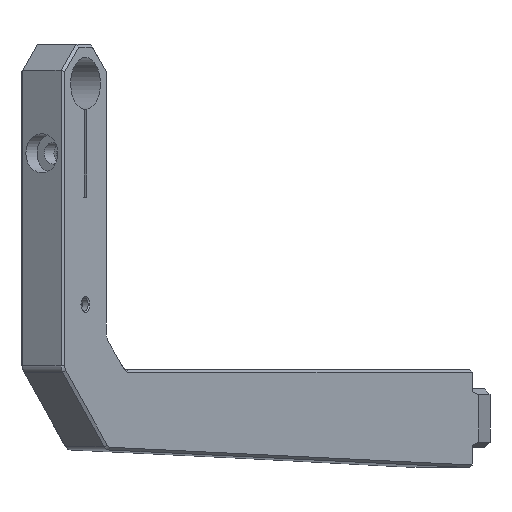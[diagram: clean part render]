
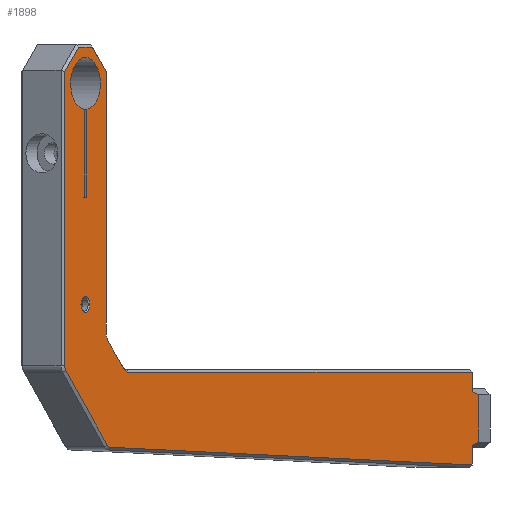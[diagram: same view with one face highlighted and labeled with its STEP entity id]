
A CAD part, left-side view. The second image highlights one B-rep face of the part: STEP entity #1898.
In plain terms, the highlighted planar face has unit normal (-0.572, -0.82, 0).
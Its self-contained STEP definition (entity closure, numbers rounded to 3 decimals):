
#49=FACE_BOUND('',#273,.T.);
#50=FACE_BOUND('',#274,.T.);
#60=CIRCLE('',#1982,1.1);
#62=CIRCLE('',#1986,1.1);
#64=CIRCLE('',#1992,1.9);
#66=CIRCLE('',#1996,1.9);
#92=CIRCLE('',#2057,1.2);
#93=CIRCLE('',#2059,4.);
#159=FACE_OUTER_BOUND('',#272,.T.);
#272=EDGE_LOOP('',(#1509,#1510,#1511,#1512,#1513,#1514,#1515,#1516,#1517,
#1518,#1519,#1520,#1521,#1522,#1523,#1524,#1525,#1526));
#273=EDGE_LOOP('',(#1527,#1528,#1529,#1530));
#274=EDGE_LOOP('',(#1531));
#346=LINE('',#2690,#569);
#350=LINE('',#2698,#573);
#365=LINE('',#2730,#588);
#373=LINE('',#2747,#596);
#377=LINE('',#2754,#600);
#378=LINE('',#2757,#601);
#383=LINE('',#2770,#606);
#386=LINE('',#2779,#609);
#388=LINE('',#2784,#611);
#393=LINE('',#2794,#616);
#397=LINE('',#2806,#620);
#399=LINE('',#2814,#622);
#428=LINE('',#2881,#651);
#487=LINE('',#3041,#710);
#488=LINE('',#3044,#711);
#489=LINE('',#3048,#712);
#490=LINE('',#3049,#713);
#569=VECTOR('',#2142,10.);
#573=VECTOR('',#2148,10.);
#588=VECTOR('',#2171,10.);
#596=VECTOR('',#2183,10.);
#600=VECTOR('',#2189,10.);
#601=VECTOR('',#2192,10.);
#606=VECTOR('',#2205,10.);
#609=VECTOR('',#2216,10.);
#611=VECTOR('',#2220,10.);
#616=VECTOR('',#2227,10.);
#620=VECTOR('',#2239,10.);
#622=VECTOR('',#2249,10.);
#651=VECTOR('',#2314,10.);
#710=VECTOR('',#2459,10.);
#711=VECTOR('',#2460,10.);
#712=VECTOR('',#2463,10.);
#713=VECTOR('',#2464,10.);
#792=VERTEX_POINT('',#2688);
#793=VERTEX_POINT('',#2689);
#796=VERTEX_POINT('',#2697);
#809=VERTEX_POINT('',#2729);
#815=VERTEX_POINT('',#2744);
#816=VERTEX_POINT('',#2746);
#818=VERTEX_POINT('',#2752);
#819=VERTEX_POINT('',#2756);
#820=VERTEX_POINT('',#2760);
#822=VERTEX_POINT('',#2766);
#824=VERTEX_POINT('',#2772);
#827=VERTEX_POINT('',#2783);
#828=VERTEX_POINT('',#2787);
#831=VERTEX_POINT('',#2792);
#833=VERTEX_POINT('',#2798);
#835=VERTEX_POINT('',#2804);
#837=VERTEX_POINT('',#2810);
#857=VERTEX_POINT('',#2880);
#915=VERTEX_POINT('',#3037);
#916=VERTEX_POINT('',#3042);
#917=VERTEX_POINT('',#3043);
#918=VERTEX_POINT('',#3045);
#919=VERTEX_POINT('',#3047);
#961=EDGE_CURVE('',#792,#793,#346,.T.);
#965=EDGE_CURVE('',#793,#796,#350,.T.);
#981=EDGE_CURVE('',#796,#809,#365,.T.);
#989=EDGE_CURVE('',#815,#816,#373,.T.);
#993=EDGE_CURVE('',#818,#815,#377,.T.);
#994=EDGE_CURVE('',#809,#819,#378,.T.);
#998=EDGE_CURVE('',#819,#820,#60,.T.);
#1001=EDGE_CURVE('',#820,#822,#383,.T.);
#1004=EDGE_CURVE('',#822,#824,#62,.T.);
#1006=EDGE_CURVE('',#824,#818,#386,.T.);
#1008=EDGE_CURVE('',#816,#827,#388,.T.);
#1013=EDGE_CURVE('',#831,#828,#393,.T.);
#1016=EDGE_CURVE('',#833,#831,#64,.T.);
#1019=EDGE_CURVE('',#835,#833,#397,.T.);
#1022=EDGE_CURVE('',#837,#835,#66,.T.);
#1023=EDGE_CURVE('',#827,#837,#399,.T.);
#1057=EDGE_CURVE('',#828,#857,#428,.T.);
#1135=EDGE_CURVE('',#915,#915,#92,.T.);
#1137=EDGE_CURVE('',#857,#792,#487,.T.);
#1138=EDGE_CURVE('',#916,#917,#488,.T.);
#1139=EDGE_CURVE('',#917,#918,#93,.T.);
#1140=EDGE_CURVE('',#918,#919,#489,.T.);
#1141=EDGE_CURVE('',#919,#916,#490,.T.);
#1509=ORIENTED_EDGE('',*,*,#1013,.F.);
#1510=ORIENTED_EDGE('',*,*,#1016,.F.);
#1511=ORIENTED_EDGE('',*,*,#1019,.F.);
#1512=ORIENTED_EDGE('',*,*,#1022,.F.);
#1513=ORIENTED_EDGE('',*,*,#1023,.F.);
#1514=ORIENTED_EDGE('',*,*,#1008,.F.);
#1515=ORIENTED_EDGE('',*,*,#989,.F.);
#1516=ORIENTED_EDGE('',*,*,#993,.F.);
#1517=ORIENTED_EDGE('',*,*,#1006,.F.);
#1518=ORIENTED_EDGE('',*,*,#1004,.F.);
#1519=ORIENTED_EDGE('',*,*,#1001,.F.);
#1520=ORIENTED_EDGE('',*,*,#998,.F.);
#1521=ORIENTED_EDGE('',*,*,#994,.F.);
#1522=ORIENTED_EDGE('',*,*,#981,.F.);
#1523=ORIENTED_EDGE('',*,*,#965,.F.);
#1524=ORIENTED_EDGE('',*,*,#961,.F.);
#1525=ORIENTED_EDGE('',*,*,#1137,.F.);
#1526=ORIENTED_EDGE('',*,*,#1057,.F.);
#1527=ORIENTED_EDGE('',*,*,#1138,.T.);
#1528=ORIENTED_EDGE('',*,*,#1139,.T.);
#1529=ORIENTED_EDGE('',*,*,#1140,.T.);
#1530=ORIENTED_EDGE('',*,*,#1141,.T.);
#1531=ORIENTED_EDGE('',*,*,#1135,.F.);
#1803=PLANE('',#2058);
#1898=ADVANCED_FACE('',(#159,#49,#50),#1803,.T.);
#1982=AXIS2_PLACEMENT_3D('',#2764,#2199,#2200);
#1986=AXIS2_PLACEMENT_3D('',#2776,#2211,#2212);
#1992=AXIS2_PLACEMENT_3D('',#2800,#2233,#2234);
#1996=AXIS2_PLACEMENT_3D('',#2812,#2245,#2246);
#2057=AXIS2_PLACEMENT_3D('',#3038,#2454,#2455);
#2058=AXIS2_PLACEMENT_3D('',#3040,#2457,#2458);
#2059=AXIS2_PLACEMENT_3D('',#3046,#2461,#2462);
#2142=DIRECTION('',(0.,0.,-1.));
#2148=DIRECTION('',(-0.794,0.554,-0.251));
#2171=DIRECTION('',(0.,0.,-1.));
#2183=DIRECTION('',(0.82,-0.572,0.));
#2189=DIRECTION('',(0.58,-0.404,0.707));
#2192=DIRECTION('',(-0.82,0.572,0.028));
#2199=DIRECTION('center_axis',(0.572,0.82,0.));
#2200=DIRECTION('ref_axis',(-0.33,0.23,-0.916));
#2205=DIRECTION('',(-0.572,0.399,0.717));
#2211=DIRECTION('center_axis',(0.572,0.82,0.));
#2212=DIRECTION('ref_axis',(-0.76,0.53,-0.376));
#2216=DIRECTION('',(0.,0.,1.));
#2220=DIRECTION('',(0.58,-0.404,-0.707));
#2227=DIRECTION('',(0.82,-0.572,0.));
#2233=DIRECTION('center_axis',(-0.572,-0.82,0.));
#2234=DIRECTION('ref_axis',(-0.314,0.219,-0.924));
#2239=DIRECTION('',(0.58,-0.404,-0.707));
#2245=DIRECTION('center_axis',(-0.572,-0.82,0.));
#2246=DIRECTION('ref_axis',(-0.758,0.528,-0.383));
#2249=DIRECTION('',(0.,0.,-1.));
#2314=DIRECTION('',(0.,0.,-1.));
#2454=DIRECTION('center_axis',(-0.572,-0.82,0.));
#2455=DIRECTION('ref_axis',(-0.82,0.572,0.));
#2457=DIRECTION('center_axis',(-0.572,-0.82,0.));
#2458=DIRECTION('ref_axis',(0.82,-0.572,0.));
#2459=DIRECTION('',(0.794,-0.554,-0.251));
#2460=DIRECTION('',(0.,0.,1.));
#2461=DIRECTION('center_axis',(0.572,0.82,0.));
#2462=DIRECTION('ref_axis',(-0.82,0.572,0.));
#2463=DIRECTION('',(0.,0.,-1.));
#2464=DIRECTION('',(-0.82,0.572,0.));
#2688=CARTESIAN_POINT('',(346.011,83.651,11.167));
#2689=CARTESIAN_POINT('',(346.011,83.651,3.833));
#2690=CARTESIAN_POINT('',(346.011,83.651,5.491));
#2697=CARTESIAN_POINT('',(344.593,84.64,3.386));
#2698=CARTESIAN_POINT('',(345.836,83.773,3.778));
#2729=CARTESIAN_POINT('',(344.593,84.64,0.325));
#2730=CARTESIAN_POINT('',(344.593,84.64,0.));
#2744=CARTESIAN_POINT('',(257.766,145.153,64.6));
#2746=CARTESIAN_POINT('',(260.775,143.055,64.6));
#2747=CARTESIAN_POINT('',(276.539,132.069,64.6));
#2752=CARTESIAN_POINT('',(254.676,147.306,60.834));
#2754=CARTESIAN_POINT('',(242.889,155.52,46.467));
#2756=CARTESIAN_POINT('',(264.698,140.321,3.048));
#2757=CARTESIAN_POINT('',(298.415,116.823,1.899));
#2760=CARTESIAN_POINT('',(264.076,140.755,3.38));
#2764=CARTESIAN_POINT('Origin',(264.723,140.304,4.147));
#2766=CARTESIAN_POINT('',(254.932,147.128,14.842));
#2770=CARTESIAN_POINT('',(260.119,143.513,8.34));
#2772=CARTESIAN_POINT('',(254.676,147.306,15.609));
#2776=CARTESIAN_POINT('Origin',(255.579,146.677,15.609));
#2779=CARTESIAN_POINT('',(254.676,147.306,0.));
#2783=CARTESIAN_POINT('',(263.865,140.902,60.834));
#2784=CARTESIAN_POINT('',(273.191,134.402,49.467));
#2787=CARTESIAN_POINT('',(344.593,84.64,14.6));
#2792=CARTESIAN_POINT('',(268.805,137.459,14.6));
#2794=CARTESIAN_POINT('',(276.539,132.069,14.6));
#2798=CARTESIAN_POINT('',(267.703,138.227,15.156));
#2800=CARTESIAN_POINT('Origin',(268.805,137.459,16.5));
#2804=CARTESIAN_POINT('',(264.321,140.584,19.278));
#2806=CARTESIAN_POINT('',(266.627,138.977,16.467));
#2810=CARTESIAN_POINT('',(263.865,140.902,20.621));
#2812=CARTESIAN_POINT('Origin',(265.424,139.816,20.621));
#2814=CARTESIAN_POINT('',(263.865,140.902,7.5));
#2880=CARTESIAN_POINT('',(344.593,84.64,11.614));
#2881=CARTESIAN_POINT('',(344.593,84.64,0.));
#3037=CARTESIAN_POINT('',(260.255,143.418,25.));
#3038=CARTESIAN_POINT('Origin',(259.271,144.104,25.));
#3040=CARTESIAN_POINT('Origin',(254.348,147.534,0.));
#3041=CARTESIAN_POINT('',(347.19,82.83,10.795));
#3042=CARTESIAN_POINT('',(258.942,144.333,41.5));
#3043=CARTESIAN_POINT('',(258.942,144.333,55.02));
#3044=CARTESIAN_POINT('',(258.942,144.333,29.75));
#3045=CARTESIAN_POINT('',(259.599,143.875,55.02));
#3046=CARTESIAN_POINT('Origin',(259.271,144.104,59.));
#3047=CARTESIAN_POINT('',(259.599,143.875,41.5));
#3048=CARTESIAN_POINT('',(259.599,143.875,20.75));
#3049=CARTESIAN_POINT('',(256.645,145.933,41.5));
